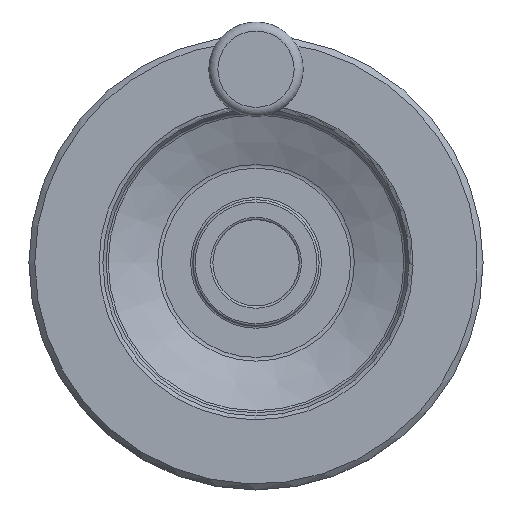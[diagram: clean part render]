
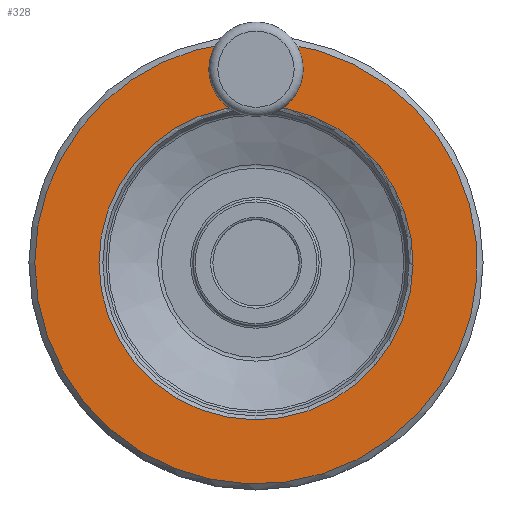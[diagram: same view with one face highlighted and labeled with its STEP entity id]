
A CAD part, top view. The second image highlights one B-rep face of the part: STEP entity #328.
In plain terms, the highlighted planar face has unit normal (0, 0, 1).
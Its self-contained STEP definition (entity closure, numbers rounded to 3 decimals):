
#328 = ADVANCED_FACE( '', ( #794 ), #795, .F. );
#794 = FACE_OUTER_BOUND( '', #2011, .T. );
#795 = PLANE( '', #2012 );
#2011 = EDGE_LOOP( '', ( #4759, #4760, #4761, #4762 ) );
#2012 = AXIS2_PLACEMENT_3D( '', #4763, #4764, #4765 );
#4759 = ORIENTED_EDGE( '', *, *, #5801, .T. );
#4760 = ORIENTED_EDGE( '', *, *, #5855, .T. );
#4761 = ORIENTED_EDGE( '', *, *, #5856, .T. );
#4762 = ORIENTED_EDGE( '', *, *, #5857, .T. );
#4763 = CARTESIAN_POINT( '', ( 0., 50., 24. ) );
#4764 = DIRECTION( '', ( 0., 0., -1. ) );
#4765 = DIRECTION( '', ( -1., 0., 0. ) );
#5801 = EDGE_CURVE( '', #6455, #6454, #6457, .F. );
#5855 = EDGE_CURVE( '', #6454, #6535, #6536, .F. );
#5856 = EDGE_CURVE( '', #6535, #6537, #6538, .T. );
#5857 = EDGE_CURVE( '', #6537, #6455, #6539, .F. );
#6454 = VERTEX_POINT( '', #7941 );
#6455 = VERTEX_POINT( '', #7942 );
#6457 = CIRCLE( '', #7944, 48.7 );
#6535 = VERTEX_POINT( '', #8190 );
#6536 = CIRCLE( '', #8191, 8. );
#6537 = VERTEX_POINT( '', #8192 );
#6538 = CIRCLE( '', #8193, 34.577 );
#6539 = CIRCLE( '', #8194, 8. );
#7941 = CARTESIAN_POINT( '', ( 5.404, 48.399, 24. ) );
#7942 = CARTESIAN_POINT( '', ( -5.404, 48.399, 24. ) );
#7944 = AXIS2_PLACEMENT_3D( '', #9336, #9337, #9338 );
#8190 = CARTESIAN_POINT( '', ( 1.001, 34.563, 24. ) );
#8191 = AXIS2_PLACEMENT_3D( '', #9409, #9410, #9411 );
#8192 = CARTESIAN_POINT( '', ( -1.001, 34.563, 24. ) );
#8193 = AXIS2_PLACEMENT_3D( '', #9412, #9413, #9414 );
#8194 = AXIS2_PLACEMENT_3D( '', #9415, #9416, #9417 );
#9336 = CARTESIAN_POINT( '', ( 0., 0., 24. ) );
#9337 = DIRECTION( '', ( 0., 0., -1. ) );
#9338 = DIRECTION( '', ( -1., 0., 0. ) );
#9409 = CARTESIAN_POINT( '', ( 0., 42.5, 24. ) );
#9410 = DIRECTION( '', ( 0., 0., 1. ) );
#9411 = DIRECTION( '', ( -1., 0., 0. ) );
#9412 = CARTESIAN_POINT( '', ( 0., 0., 24. ) );
#9413 = DIRECTION( '', ( 0., 0., -1. ) );
#9414 = DIRECTION( '', ( -1., 0., 0. ) );
#9415 = CARTESIAN_POINT( '', ( 0., 42.5, 24. ) );
#9416 = DIRECTION( '', ( 0., 0., 1. ) );
#9417 = DIRECTION( '', ( -1., 0., 0. ) );
